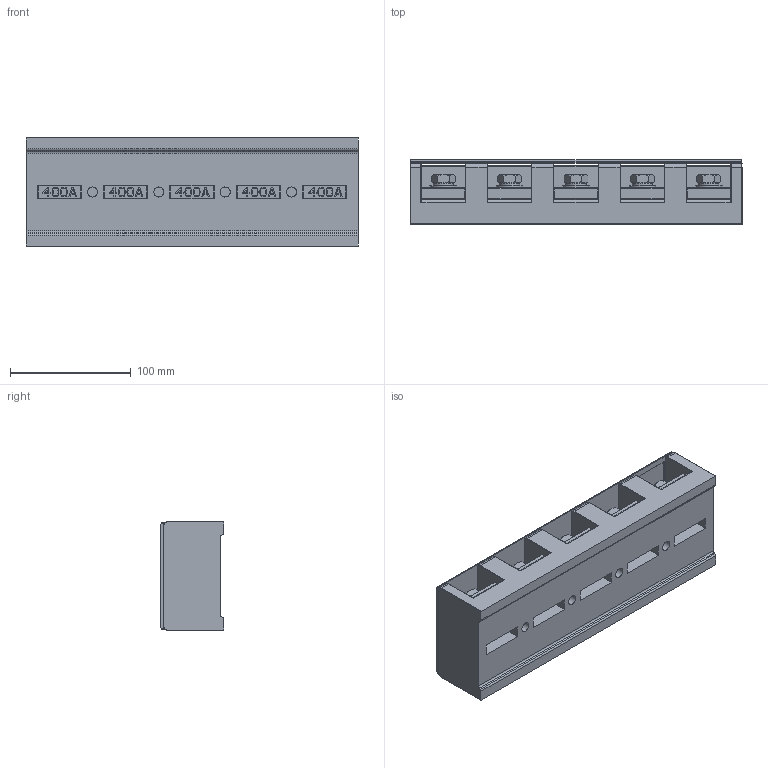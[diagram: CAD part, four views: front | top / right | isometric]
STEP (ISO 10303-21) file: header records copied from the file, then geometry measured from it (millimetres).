
FILE_DESCRIPTION((''),'2;1');
FILE_NAME('5YB574727','2023-08-19T',('Administrator'),(''),'PRO/ENGINEER BY PARAMETRIC TECHNOLOGY CORPORATION, 2013230','PRO/ENGINEER BY PARAMETRIC TECHNOLOGY CORPORATION, 2013230','');
FILE_SCHEMA(('CONFIG_CONTROL_DESIGN'));
Products named in the file (1): 5YB574727
Bounding box: 275 x 53 x 90 mm (x, y, z)
Volume: 878337.5 mm3; surface area: 212942.6 mm2
Topology: 1 solids, 51 shells, 2310 faces, 6526 edges, 4455 vertices
Faces by surface type: plane 1685, cylinder 433, cone 120, torus 72
Entity records: 93509 total; most frequent: CARTESIAN_POINT 16610, ORIENTED_EDGE 13012, DIRECTION 11558, EDGE_CURVE 6506, VECTOR 5042, LINE 5042, VERTEX_POINT 4455, AXIS2_PLACEMENT_3D 3258
